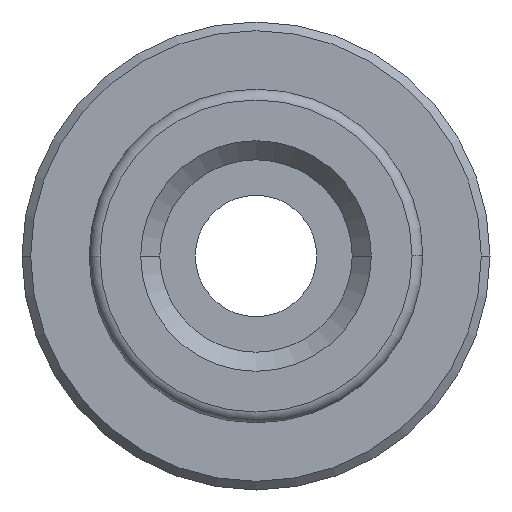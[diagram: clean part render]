
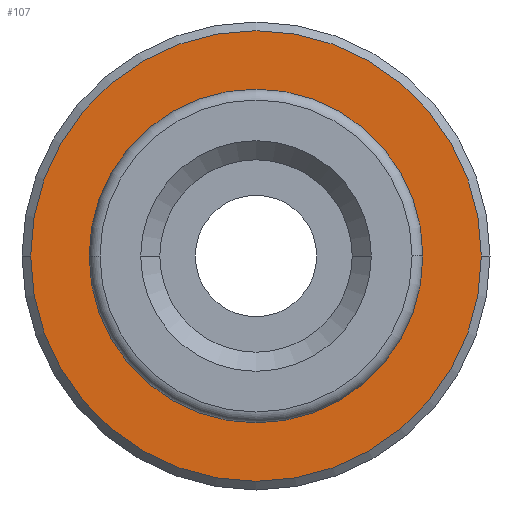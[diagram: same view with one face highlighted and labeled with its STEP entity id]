
A CAD part, front view. The second image highlights one B-rep face of the part: STEP entity #107.
In plain terms, the highlighted planar face has unit normal (0, -1, 0).
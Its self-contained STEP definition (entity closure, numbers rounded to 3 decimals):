
#107=ADVANCED_FACE('',(#261,#262),#263,.T.);
#261=FACE_OUTER_BOUND('',#466,.T.);
#262=FACE_BOUND('',#467,.T.);
#263=PLANE('',#468);
#466=EDGE_LOOP('',(#712,#713));
#467=EDGE_LOOP('',(#714,#715));
#468=AXIS2_PLACEMENT_3D('',#716,#717,#718);
#712=ORIENTED_EDGE('',*,*,#1190,.F.);
#713=ORIENTED_EDGE('',*,*,#1191,.F.);
#714=ORIENTED_EDGE('',*,*,#1180,.F.);
#715=ORIENTED_EDGE('',*,*,#1192,.F.);
#716=CARTESIAN_POINT('',(6.5,3.7,0.0));
#717=DIRECTION('',(-0.0,-1.0,-0.0));
#718=DIRECTION('',(-1.0,0.0,0.0));
#1180=EDGE_CURVE('',#1395,#1392,#1397,.T.);
#1190=EDGE_CURVE('',#1411,#1412,#1413,.T.);
#1191=EDGE_CURVE('',#1412,#1411,#1414,.T.);
#1192=EDGE_CURVE('',#1392,#1395,#1415,.T.);
#1392=VERTEX_POINT('',#1709);
#1395=VERTEX_POINT('',#1713);
#1397=CIRCLE('',#1716,9.0);
#1411=VERTEX_POINT('',#1732);
#1412=VERTEX_POINT('',#1733);
#1413=CIRCLE('',#1734,13.0);
#1414=CIRCLE('',#1735,13.0);
#1415=CIRCLE('',#1736,9.0);
#1709=CARTESIAN_POINT('',(9.0,3.7,0.));
#1713=CARTESIAN_POINT('',(-9.0,3.7,0.));
#1716=AXIS2_PLACEMENT_3D('',#2235,#2236,#2237);
#1732=CARTESIAN_POINT('',(13.0,3.7,0.0));
#1733=CARTESIAN_POINT('',(-13.0,3.7,0.));
#1734=AXIS2_PLACEMENT_3D('',#2252,#2253,#2254);
#1735=AXIS2_PLACEMENT_3D('',#2255,#2256,#2257);
#1736=AXIS2_PLACEMENT_3D('',#2258,#2259,#2260);
#2235=CARTESIAN_POINT('',(0.0,3.7,0.0));
#2236=DIRECTION('',(0.0,-1.0,-0.0));
#2237=DIRECTION('',(1.0,0.0,0.0));
#2252=CARTESIAN_POINT('',(0.0,3.7,0.0));
#2253=DIRECTION('',(-0.0,1.0,0.0));
#2254=DIRECTION('',(1.0,0.0,0.0));
#2255=CARTESIAN_POINT('',(0.0,3.7,0.0));
#2256=DIRECTION('',(-0.0,1.0,0.0));
#2257=DIRECTION('',(1.0,0.0,0.0));
#2258=CARTESIAN_POINT('',(0.0,3.7,0.0));
#2259=DIRECTION('',(0.0,-1.0,-0.0));
#2260=DIRECTION('',(1.0,0.0,0.0));
